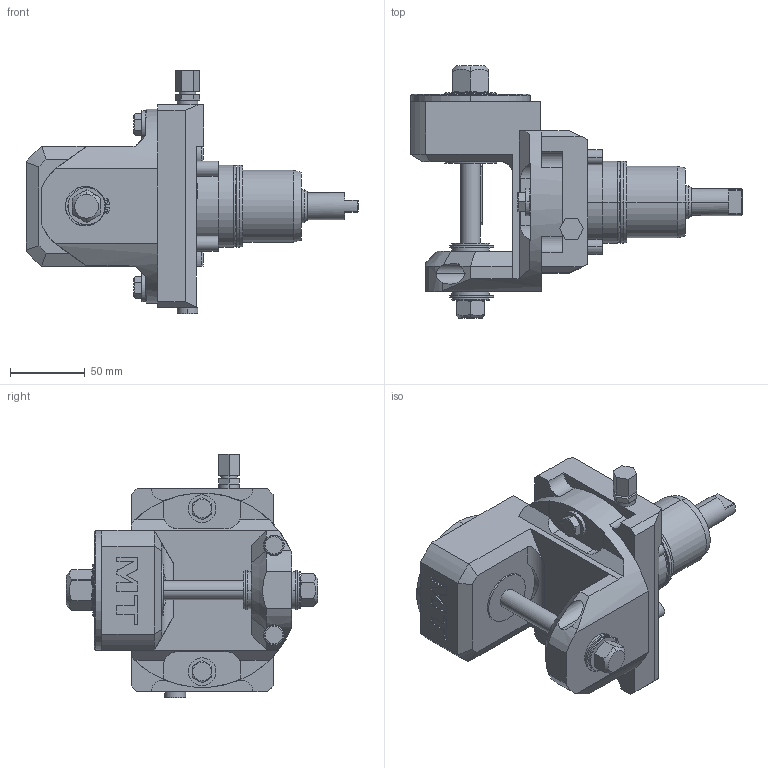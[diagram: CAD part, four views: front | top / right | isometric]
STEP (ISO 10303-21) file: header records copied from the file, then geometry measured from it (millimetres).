
FILE_DESCRIPTION((''),'2;1');
FILE_NAME('NKM1941113_CONF','2023-06-23T14:25:37',('gvalli'),('M.T. srl'),'CREO PARAMETRIC BY PTC INC, 2021072','CREO PARAMETRIC BY PTC INC, 2021072','');
FILE_SCHEMA(('CONFIG_CONTROL_DESIGN'));
Length unit declared in the file: millimetre
Products named in the file (1): NKM1941113_CONF
Bounding box: 222 x 168.5 x 163 mm (x, y, z)
Volume: 1076446.5 mm3; surface area: 104514.3 mm2
Topology: 1 solids, 1 shells, 387 faces, 962 edges, 612 vertices
Faces by surface type: plane 221, cylinder 113, cone 41, torus 10, extrusion 2
Entity records: 12691 total; most frequent: CARTESIAN_POINT 3294, DIRECTION 2002, ORIENTED_EDGE 1924, EDGE_CURVE 962, AXIS2_PLACEMENT_3D 741, VERTEX_POINT 612, VECTOR 520, LINE 518
